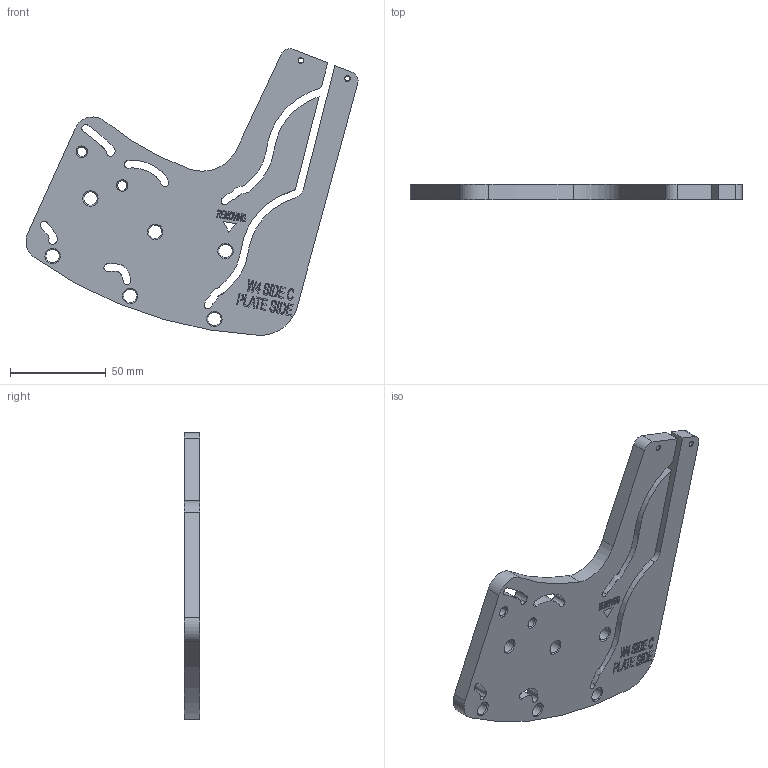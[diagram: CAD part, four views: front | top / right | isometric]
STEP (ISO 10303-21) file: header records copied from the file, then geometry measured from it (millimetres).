
FILE_DESCRIPTION(/* description */ (''),/* implementation_level */ '2;1');
FILE_NAME(/* name */ 'GETOUT_STAVE_89.stp',/* time_stamp */ '2018-09-17T15:50:06+02:00',/* author */ (''),/* organization */ (''),/* preprocessor_version */ 'ST-DEVELOPER v16.7',/* originating_system */ 'SIEMENS PLM Software NX 12.0',/* authorisation */ '');
FILE_SCHEMA (('AUTOMOTIVE_DESIGN { 1 0 10303 214 3 1 1 1 }'));
Length unit declared in the file: millimetre
Products named in the file (1): bez8324385A6ux3
Bounding box: 173.4 x 8 x 149.71 mm (x, y, z)
Volume: 104740.8 mm3; surface area: 37847.8 mm2
Topology: 1 solids, 1 shells, 550 faces, 1435 edges, 950 vertices
Faces by surface type: plane 401, extrusion 98, cylinder 31, cone 20
Full cylindrical faces by diameter (mm): 2.5 x2, 5 x2, 7 x6
Entity records: 20938 total; most frequent: CARTESIAN_POINT 9039, ORIENTED_EDGE 2810, DIRECTION 1642, EDGE_CURVE 1405, VERTEX_POINT 950, B_SPLINE_CURVE_WITH_KNOTS 947, EDGE_LOOP 673, VECTOR 572
